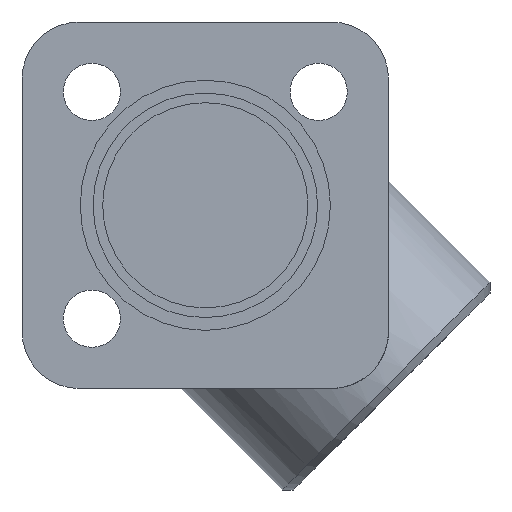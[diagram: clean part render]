
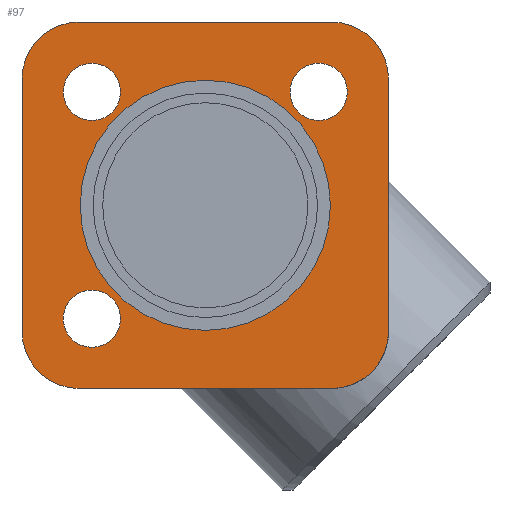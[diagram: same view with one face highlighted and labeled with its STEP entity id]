
A CAD part, front view. The second image highlights one B-rep face of the part: STEP entity #97.
In plain terms, the highlighted planar face has unit normal (0, -1, 0).
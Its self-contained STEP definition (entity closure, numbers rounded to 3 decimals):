
#97=ADVANCED_FACE('',(#207,#208,#209,#210,#211),#212,.F.);
#207=FACE_BOUND('',#321,.T.);
#208=FACE_BOUND('',#322,.T.);
#209=FACE_BOUND('',#323,.T.);
#210=FACE_BOUND('',#324,.T.);
#211=FACE_OUTER_BOUND('',#325,.T.);
#212=PLANE('',#326);
#321=EDGE_LOOP('',(#730,#731));
#322=EDGE_LOOP('',(#732,#733));
#323=EDGE_LOOP('',(#734,#735));
#324=EDGE_LOOP('',(#736,#737));
#325=EDGE_LOOP('',(#738,#739,#740,#741,#742,#743,#744,#745));
#326=AXIS2_PLACEMENT_3D('',#746,#747,#748);
#730=ORIENTED_EDGE('',*,*,#807,.T.);
#731=ORIENTED_EDGE('',*,*,#806,.T.);
#732=ORIENTED_EDGE('',*,*,#857,.T.);
#733=ORIENTED_EDGE('',*,*,#760,.T.);
#734=ORIENTED_EDGE('',*,*,#859,.T.);
#735=ORIENTED_EDGE('',*,*,#756,.T.);
#736=ORIENTED_EDGE('',*,*,#861,.T.);
#737=ORIENTED_EDGE('',*,*,#752,.T.);
#738=ORIENTED_EDGE('',*,*,#833,.T.);
#739=ORIENTED_EDGE('',*,*,#864,.F.);
#740=ORIENTED_EDGE('',*,*,#867,.T.);
#741=ORIENTED_EDGE('',*,*,#870,.F.);
#742=ORIENTED_EDGE('',*,*,#873,.F.);
#743=ORIENTED_EDGE('',*,*,#876,.F.);
#744=ORIENTED_EDGE('',*,*,#879,.T.);
#745=ORIENTED_EDGE('',*,*,#881,.F.);
#746=CARTESIAN_POINT('',(0.,0.,0.));
#747=DIRECTION('',(-0.0,1.0,0.));
#748=DIRECTION('',(1.0,0.0,0.0));
#752=EDGE_CURVE('',#883,#887,#889,.T.);
#756=EDGE_CURVE('',#891,#895,#897,.T.);
#760=EDGE_CURVE('',#899,#903,#905,.T.);
#806=EDGE_CURVE('',#988,#992,#994,.T.);
#807=EDGE_CURVE('',#992,#988,#995,.T.);
#833=EDGE_CURVE('',#1032,#1030,#1033,.T.);
#857=EDGE_CURVE('',#903,#899,#1066,.T.);
#859=EDGE_CURVE('',#895,#891,#1068,.T.);
#861=EDGE_CURVE('',#887,#883,#1070,.T.);
#864=EDGE_CURVE('',#1072,#1030,#1074,.T.);
#867=EDGE_CURVE('',#1072,#1077,#1079,.T.);
#870=EDGE_CURVE('',#1082,#1077,#1084,.T.);
#873=EDGE_CURVE('',#1087,#1082,#1089,.T.);
#876=EDGE_CURVE('',#1092,#1087,#1094,.T.);
#879=EDGE_CURVE('',#1092,#1097,#1099,.T.);
#881=EDGE_CURVE('',#1032,#1097,#1101,.T.);
#883=VERTEX_POINT('',#1103);
#887=VERTEX_POINT('',#1108);
#889=CIRCLE('',#1111,5.0);
#891=VERTEX_POINT('',#1113);
#895=VERTEX_POINT('',#1118);
#897=CIRCLE('',#1121,5.0);
#899=VERTEX_POINT('',#1123);
#903=VERTEX_POINT('',#1128);
#905=CIRCLE('',#1131,5.0);
#988=VERTEX_POINT('',#1307);
#992=VERTEX_POINT('',#1312);
#994=CIRCLE('',#1315,21.84);
#995=CIRCLE('',#1316,21.84);
#1030=VERTEX_POINT('',#1387);
#1032=VERTEX_POINT('',#1390);
#1033=LINE('',#1391,#1392);
#1066=CIRCLE('',#1501,5.0);
#1068=CIRCLE('',#1503,5.0);
#1070=CIRCLE('',#1505,5.0);
#1072=VERTEX_POINT('',#1507);
#1074=CIRCLE('',#1510,10.0);
#1077=VERTEX_POINT('',#1514);
#1079=LINE('',#1517,#1518);
#1082=VERTEX_POINT('',#1521);
#1084=CIRCLE('',#1524,10.0);
#1087=VERTEX_POINT('',#1528);
#1089=LINE('',#1531,#1532);
#1092=VERTEX_POINT('',#1535);
#1094=CIRCLE('',#1538,10.0);
#1097=VERTEX_POINT('',#1542);
#1099=LINE('',#1545,#1546);
#1101=CIRCLE('',#1548,10.0);
#1103=CARTESIAN_POINT('',(-16.263,0.,-16.263));
#1108=CARTESIAN_POINT('',(-23.335,0.,-23.335));
#1111=AXIS2_PLACEMENT_3D('',#1554,#1555,#1556);
#1113=CARTESIAN_POINT('',(-16.263,0.,16.263));
#1118=CARTESIAN_POINT('',(-23.335,0.,23.335));
#1121=AXIS2_PLACEMENT_3D('',#1562,#1563,#1564);
#1123=CARTESIAN_POINT('',(16.263,0.,16.263));
#1128=CARTESIAN_POINT('',(23.335,0.,23.335));
#1131=AXIS2_PLACEMENT_3D('',#1570,#1571,#1572);
#1307=CARTESIAN_POINT('',(-21.84,0.,0.));
#1312=CARTESIAN_POINT('',(21.84,0.,0.));
#1315=AXIS2_PLACEMENT_3D('',#1654,#1655,#1656);
#1316=AXIS2_PLACEMENT_3D('',#1657,#1658,#1659);
#1387=CARTESIAN_POINT('',(22.0,0.,-32.0));
#1390=CARTESIAN_POINT('',(-22.0,0.,-32.0));
#1391=CARTESIAN_POINT('',(0.,0.,-32.0));
#1392=VECTOR('',#1715,1.0);
#1501=AXIS2_PLACEMENT_3D('',#1754,#1755,#1756);
#1503=AXIS2_PLACEMENT_3D('',#1760,#1761,#1762);
#1505=AXIS2_PLACEMENT_3D('',#1766,#1767,#1768);
#1507=CARTESIAN_POINT('',(32.0,0.,-22.0));
#1510=AXIS2_PLACEMENT_3D('',#1773,#1774,#1775);
#1514=CARTESIAN_POINT('',(32.0,0.,22.0));
#1517=CARTESIAN_POINT('',(32.0,0.,-22.0));
#1518=VECTOR('',#1778,1.0);
#1521=CARTESIAN_POINT('',(22.0,0.,32.0));
#1524=AXIS2_PLACEMENT_3D('',#1783,#1784,#1785);
#1528=CARTESIAN_POINT('',(-22.0,0.,32.0));
#1531=CARTESIAN_POINT('',(0.,0.,32.0));
#1532=VECTOR('',#1788,1.0);
#1535=CARTESIAN_POINT('',(-32.0,0.,22.0));
#1538=AXIS2_PLACEMENT_3D('',#1793,#1794,#1795);
#1542=CARTESIAN_POINT('',(-32.0,0.,-22.0));
#1545=CARTESIAN_POINT('',(-32.0,0.,22.0));
#1546=VECTOR('',#1798,1.0);
#1548=AXIS2_PLACEMENT_3D('',#1802,#1803,#1804);
#1554=CARTESIAN_POINT('',(-19.799,0.0,-19.799));
#1555=DIRECTION('',(0.,1.0,0.));
#1556=DIRECTION('',(0.707,0.,0.707));
#1562=CARTESIAN_POINT('',(-19.799,0.0,19.799));
#1563=DIRECTION('',(0.,1.0,0.));
#1564=DIRECTION('',(0.707,0.,-0.707));
#1570=CARTESIAN_POINT('',(19.799,0.0,19.799));
#1571=DIRECTION('',(0.,1.0,0.));
#1572=DIRECTION('',(-0.707,0.,-0.707));
#1654=CARTESIAN_POINT('',(0.0,0.0,0.0));
#1655=DIRECTION('',(0.0,1.0,0.));
#1656=DIRECTION('',(-1.0,0.0,0.0));
#1657=CARTESIAN_POINT('',(0.0,0.0,0.0));
#1658=DIRECTION('',(0.0,1.0,0.));
#1659=DIRECTION('',(-1.0,0.0,0.0));
#1715=DIRECTION('',(1.0,0.,0.));
#1754=CARTESIAN_POINT('',(19.799,0.0,19.799));
#1755=DIRECTION('',(0.,1.0,0.));
#1756=DIRECTION('',(-0.707,0.,-0.707));
#1760=CARTESIAN_POINT('',(-19.799,0.0,19.799));
#1761=DIRECTION('',(0.,1.0,0.));
#1762=DIRECTION('',(0.707,0.,-0.707));
#1766=CARTESIAN_POINT('',(-19.799,0.0,-19.799));
#1767=DIRECTION('',(0.,1.0,0.));
#1768=DIRECTION('',(0.707,0.,0.707));
#1773=CARTESIAN_POINT('',(22.0,0.,-22.0));
#1774=DIRECTION('',(-0.0,1.0,0.));
#1775=DIRECTION('',(1.0,0.0,0.0));
#1778=DIRECTION('',(0.0,0.,1.0));
#1783=CARTESIAN_POINT('',(22.0,0.,22.0));
#1784=DIRECTION('',(-0.0,1.0,0.));
#1785=DIRECTION('',(1.0,0.0,0.0));
#1788=DIRECTION('',(1.0,0.,0.));
#1793=CARTESIAN_POINT('',(-22.0,0.,22.0));
#1794=DIRECTION('',(-0.0,1.0,0.));
#1795=DIRECTION('',(1.0,0.0,0.0));
#1798=DIRECTION('',(0.,0.,-1.0));
#1802=CARTESIAN_POINT('',(-22.0,0.,-22.0));
#1803=DIRECTION('',(-0.0,1.0,0.));
#1804=DIRECTION('',(1.0,0.0,0.0));
